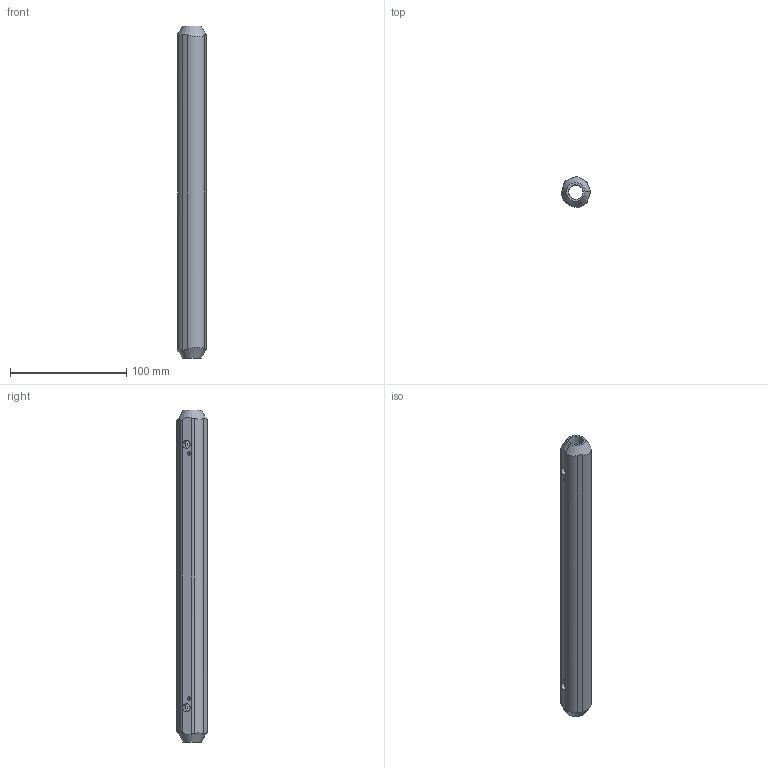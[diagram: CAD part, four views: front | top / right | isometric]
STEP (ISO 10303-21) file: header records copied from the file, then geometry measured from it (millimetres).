
FILE_DESCRIPTION (( 'STEP AP214' ), '1' );
FILE_NAME ('TRUCK - MATRIX II - HANGER - TUBE - rev.STEP', '2018-11-28T05:26:40', ( '' ), ( '' ), 'SwSTEP 2.0', 'SolidWorks 2016', '' );
FILE_SCHEMA (( 'AUTOMOTIVE_DESIGN' ));
Length unit declared in the file: millimetre
Products named in the file (1): TRUCK - MATRIX II - HANGER - TUBE - rev
Bounding box: 24.66 x 26.26 x 285 mm (x, y, z)
Volume: 99814.3 mm3; surface area: 34291 mm2
Topology: 1 solids, 1 shells, 51 faces, 141 edges, 90 vertices
Faces by surface type: cylinder 33, cone 10, plane 8
Entity records: 2629 total; most frequent: CARTESIAN_POINT 1255, ORIENTED_EDGE 274, DIRECTION 215, EDGE_CURVE 137, VERTEX_POINT 90, AXIS2_PLACEMENT_3D 86, EDGE_LOOP 71, B_SPLINE_CURVE_WITH_KNOTS 60
